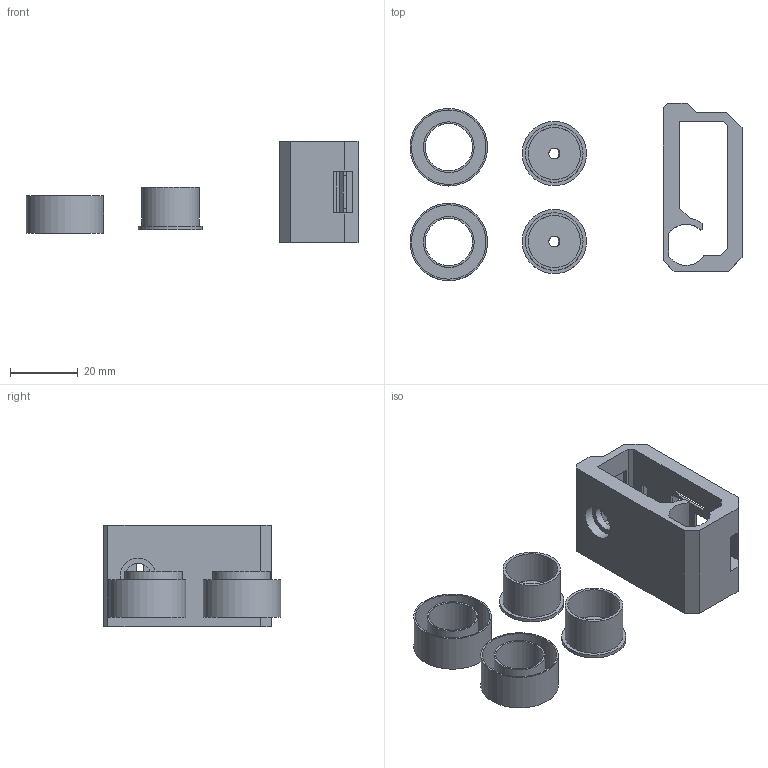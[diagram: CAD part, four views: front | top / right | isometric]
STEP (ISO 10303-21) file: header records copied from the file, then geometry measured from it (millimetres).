
FILE_DESCRIPTION(('HOOPS Exchange Step'),'2;1');
FILE_NAME('temp_export','2025-09-09T21:42:10+03:00',('Fahad'),('Shapr3D Limited'),'HOOPS Exchange 2025.5','Shapr3D','Authorized');
FILE_SCHEMA( ('AP242_MANAGED_MODEL_BASED_3D_ENGINEERING_MIM_LF {1 0 10303 442 1 1 4}') );
Length unit declared in the file: millimetre
Products named in the file (6): Loka; Wheel; Wheels; Tire template; Extra; root
Assembly tree (5 placements, depth 3):
  root
    Loka
    Wheels
      Wheel
    Tire template
    Extra
Bounding box: 98.1 x 52.41 x 30 mm (x, y, z)
Volume: 14112.2 mm3; surface area: 18852.5 mm2
Topology: 5 solids, 5 shells, 161 faces, 446 edges, 302 vertices
Faces by surface type: plane 139, cylinder 22
Full cylindrical faces by diameter (mm): 3.2 x2, 7.5 x1, 10.5 x1, 14 x2, 15 x2, 15.4 x2, 17 x2, 19 x2, 22 x2, 22.9 x2
Entity records: 5383 total; most frequent: CARTESIAN_POINT 921, ORIENTED_EDGE 892, DIRECTION 862, EDGE_CURVE 446, VECTOR 376, LINE 376, VERTEX_POINT 302, AXIS2_PLACEMENT_3D 243
